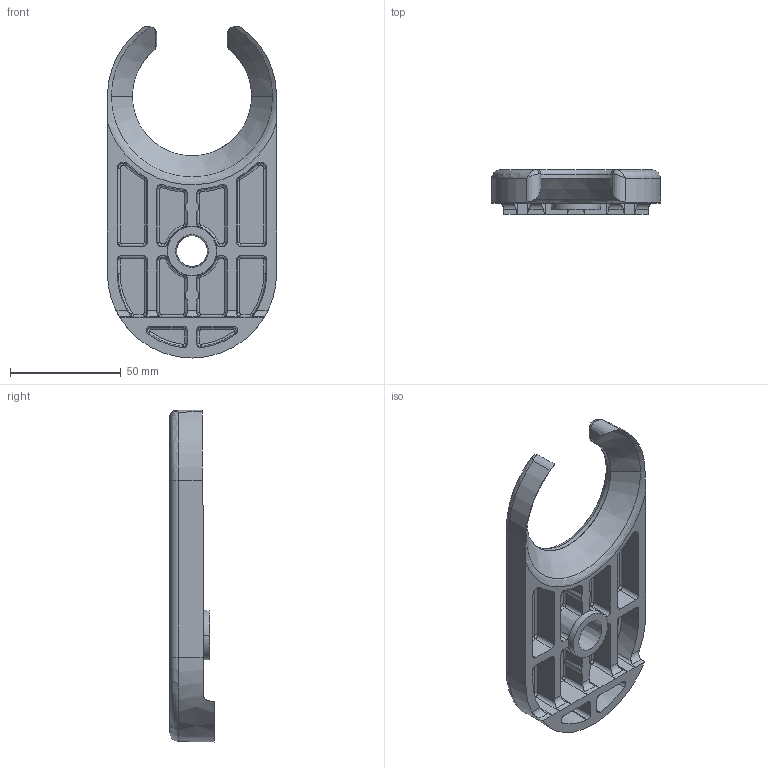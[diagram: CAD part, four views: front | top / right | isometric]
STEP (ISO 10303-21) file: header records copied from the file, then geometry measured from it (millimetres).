
FILE_DESCRIPTION (( 'STEP AP214' ), '1' );
FILE_NAME ('BASE00E1743-Plaque de fixation au sol D80.STEP', '2023-03-16T13:57:31', ( '' ), ( '' ), 'SwSTEP 2.0', 'SolidWorks 2021', '' );
FILE_SCHEMA (( 'AUTOMOTIVE_DESIGN' ));
Length unit declared in the file: millimetre
Products named in the file (1): BASE00E1743-Plaque de fixation au sol D80
Bounding box: 76.52 x 20 x 150.09 mm (x, y, z)
Volume: 77146.2 mm3; surface area: 31249.7 mm2
Topology: 1 solids, 1 shells, 258 faces, 638 edges, 388 vertices
Faces by surface type: torus 74, cone 72, plane 61, cylinder 47, bspline 4
Entity records: 9206 total; most frequent: CARTESIAN_POINT 3071, DIRECTION 1348, ORIENTED_EDGE 1272, EDGE_CURVE 636, AXIS2_PLACEMENT_3D 555, VERTEX_POINT 388, CIRCLE 300, EDGE_LOOP 268
